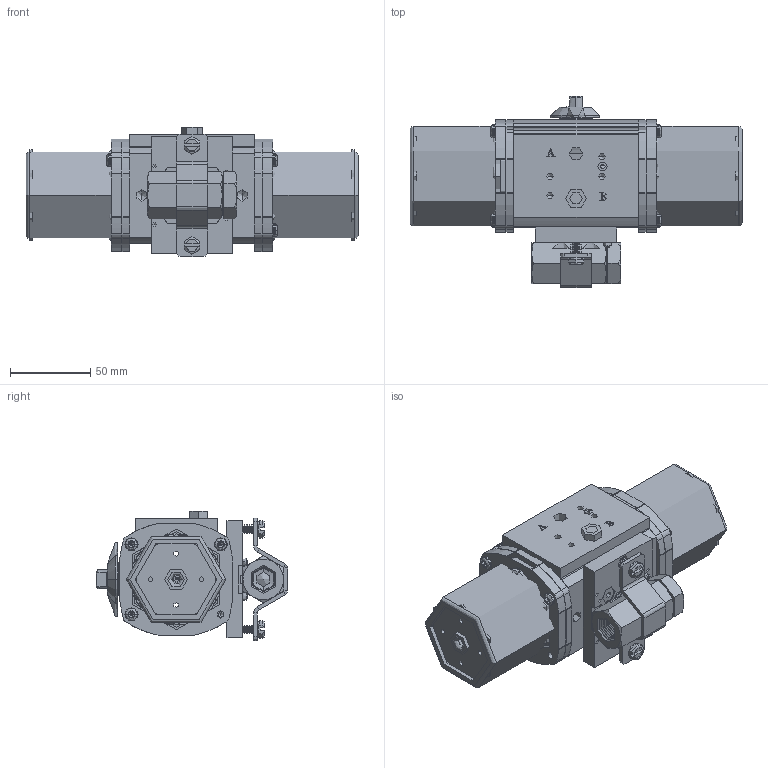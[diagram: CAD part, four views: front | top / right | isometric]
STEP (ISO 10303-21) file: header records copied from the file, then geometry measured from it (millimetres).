
FILE_DESCRIPTION (( 'STEP AP203' ), '1' );
FILE_NAME ('87MXXNA512SR.step', '2018-04-11T14:47:26', ( '' ), ( '' ), 'SwSTEP 2.0', 'SolidWorks 2017', '' );
FILE_SCHEMA (( 'CONFIG_CONTROL_DESIGN' ));
Length unit declared in the file: inch
Products named in the file (1): 87MXXNA512SR
Bounding box: 206.38 x 118.74 x 80.4 mm (x, y, z)
Volume: 427947.9 mm3
Topology: 45 solids, 48 shells, 3538 faces, 9299 edges, 5830 vertices
Faces by surface type: cylinder 1836, cone 862, plane 572, bspline 148, torus 114, sphere 6
Full cylindrical faces by diameter (mm): 6.604 x1
Entity records: 180134 total; most frequent: CARTESIAN_POINT 94318, ORIENTED_EDGE 19366, DIRECTION 17107, EDGE_CURVE 9683, AXIS2_PLACEMENT_3D 6717, VERTEX_POINT 6148, EDGE_LOOP 3969, ADVANCED_FACE 3721
